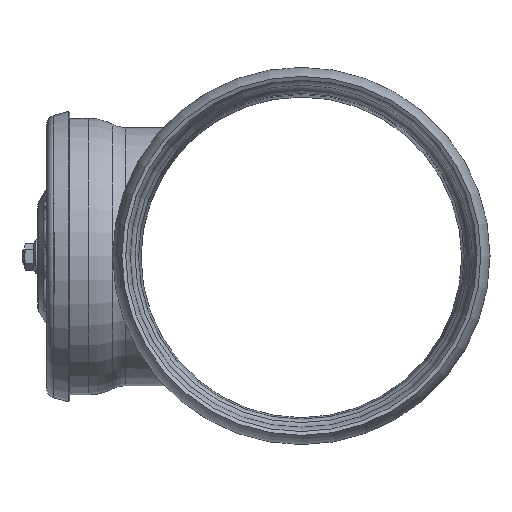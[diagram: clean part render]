
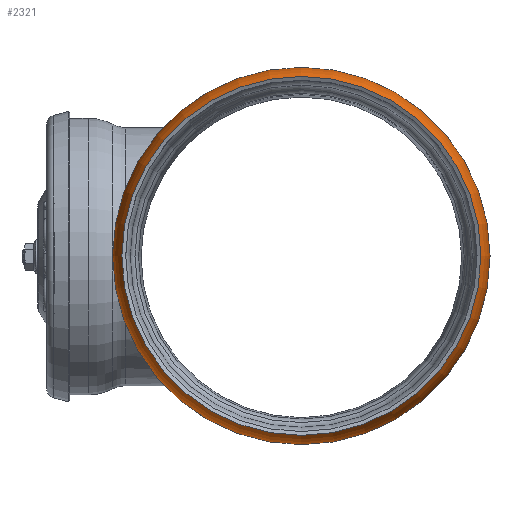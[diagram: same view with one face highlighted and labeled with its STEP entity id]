
A CAD part, top view. The second image highlights one B-rep face of the part: STEP entity #2321.
In plain terms, the highlighted toroidal (fillet/blend) face has major radius 805 mm and minor radius 429 mm.
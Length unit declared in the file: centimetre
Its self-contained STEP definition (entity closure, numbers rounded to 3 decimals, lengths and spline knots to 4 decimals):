
#169=CIRCLE('',#2513,117.4142);
#170=CIRCLE('',#2514,117.4142);
#171=CIRCLE('',#2516,123.4);
#172=CIRCLE('',#2517,123.4);
#173=CIRCLE('',#2518,42.9);
#354=TOROIDAL_SURFACE('',#2515,80.5,42.9);
#409=FACE_OUTER_BOUND('',#556,.T.);
#556=EDGE_LOOP('',(#1641,#1642,#1643,#1644,#1645,#1646));
#962=VERTEX_POINT('',#4031);
#963=VERTEX_POINT('',#4033);
#964=VERTEX_POINT('',#4037);
#965=VERTEX_POINT('',#4038);
#1219=EDGE_CURVE('',#963,#962,#169,.T.);
#1220=EDGE_CURVE('',#962,#963,#170,.T.);
#1221=EDGE_CURVE('',#964,#965,#171,.T.);
#1222=EDGE_CURVE('',#965,#964,#172,.T.);
#1223=EDGE_CURVE('',#965,#963,#173,.T.);
#1641=ORIENTED_EDGE('',*,*,#1221,.F.);
#1642=ORIENTED_EDGE('',*,*,#1222,.F.);
#1643=ORIENTED_EDGE('',*,*,#1223,.T.);
#1644=ORIENTED_EDGE('',*,*,#1219,.T.);
#1645=ORIENTED_EDGE('',*,*,#1220,.T.);
#1646=ORIENTED_EDGE('',*,*,#1223,.F.);
#2321=ADVANCED_FACE('',(#409),#354,.T.);
#2513=AXIS2_PLACEMENT_3D('',#4034,#2953,#2954);
#2514=AXIS2_PLACEMENT_3D('',#4035,#2955,#2956);
#2515=AXIS2_PLACEMENT_3D('',#4036,#2957,#2958);
#2516=AXIS2_PLACEMENT_3D('',#4039,#2959,#2960);
#2517=AXIS2_PLACEMENT_3D('',#4040,#2961,#2962);
#2518=AXIS2_PLACEMENT_3D('',#4041,#2963,#2964);
#2953=DIRECTION('center_axis',(0.,0.,-1.));
#2954=DIRECTION('ref_axis',(1.,0.,0.));
#2955=DIRECTION('center_axis',(0.,0.,-1.));
#2956=DIRECTION('ref_axis',(1.,0.,0.));
#2957=DIRECTION('center_axis',(0.,0.,-1.));
#2958=DIRECTION('ref_axis',(0.,1.,0.));
#2959=DIRECTION('center_axis',(0.,0.,-1.));
#2960=DIRECTION('ref_axis',(1.,0.,0.));
#2961=DIRECTION('center_axis',(0.,0.,-1.));
#2962=DIRECTION('ref_axis',(1.,0.,0.));
#2963=DIRECTION('center_axis',(-1.,0.,0.));
#2964=DIRECTION('ref_axis',(0.,-1.,0.));
#4031=CARTESIAN_POINT('',(2713.9042,1796.7696,270.));
#4033=CARTESIAN_POINT('',(2831.3185,1679.3554,270.));
#4034=CARTESIAN_POINT('Origin',(2831.3185,1796.7696,270.));
#4035=CARTESIAN_POINT('Origin',(2831.3185,1796.7696,270.));
#4036=CARTESIAN_POINT('Origin',(2831.3185,1796.7696,248.1425));
#4037=CARTESIAN_POINT('',(2707.9185,1796.7696,248.1425));
#4038=CARTESIAN_POINT('',(2831.3185,1673.3696,248.1425));
#4039=CARTESIAN_POINT('Origin',(2831.3185,1796.7696,248.1425));
#4040=CARTESIAN_POINT('Origin',(2831.3185,1796.7696,248.1425));
#4041=CARTESIAN_POINT('Origin',(2831.3185,1716.2696,248.1425));
